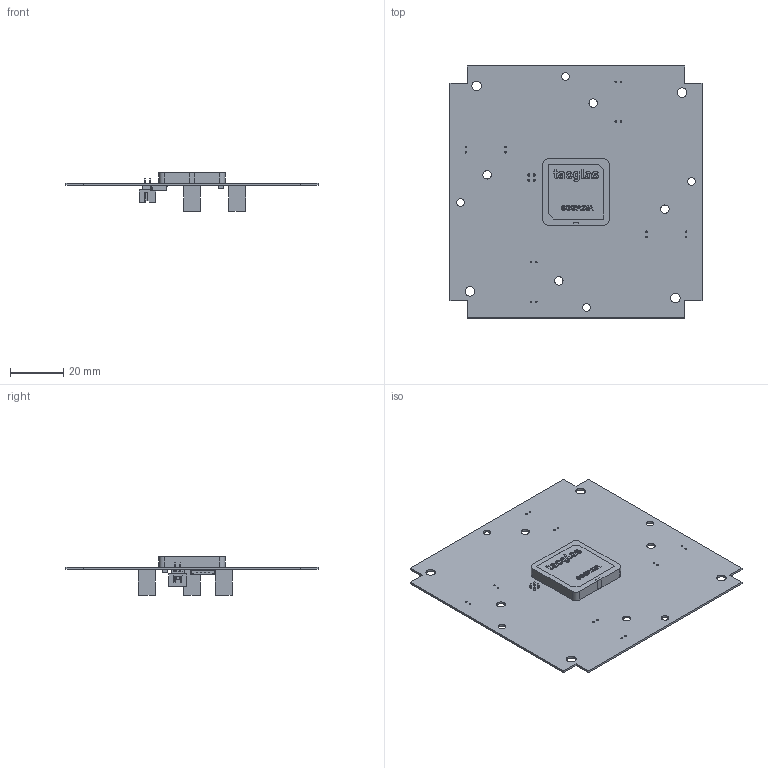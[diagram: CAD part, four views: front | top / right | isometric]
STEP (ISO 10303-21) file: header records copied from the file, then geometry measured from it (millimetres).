
FILE_DESCRIPTION(('Open CASCADE Model'),'2;1');
FILE_NAME('Open CASCADE Shape Model','2021-03-03T21:29:16',('Author'),( 'Open CASCADE'),'Open CASCADE STEP processor 6.8','Open CASCADE 6.8' ,'Unknown');
FILE_SCHEMA(('AUTOMOTIVE_DESIGN { 1 0 10303 214 1 1 1 1 }'));
Length unit declared in the file: millimetre
Products named in the file (1): PCB
Bounding box: 95 x 95 x 14.58 mm (x, y, z)
Volume: 10848.2 mm3; surface area: 22240.2 mm2
Topology: 49 solids, 55 shells, 1135 faces, 2995 edges, 1986 vertices
Faces by surface type: plane 851, bspline 160, cylinder 112, sphere 8, cone 4
Full cylindrical faces by diameter (mm): 0.6 x16, 0.8 x4, 2.9 x4, 3.2 x4, 3.6 x4
Entity records: 36806 total; most frequent: CARTESIAN_POINT 9183, ORIENTED_EDGE 5918, DIRECTION 4839, EDGE_CURVE 2971, LINE 2431, VECTOR 2431, VERTEX_POINT 1938, FACE_BOUND 1227
